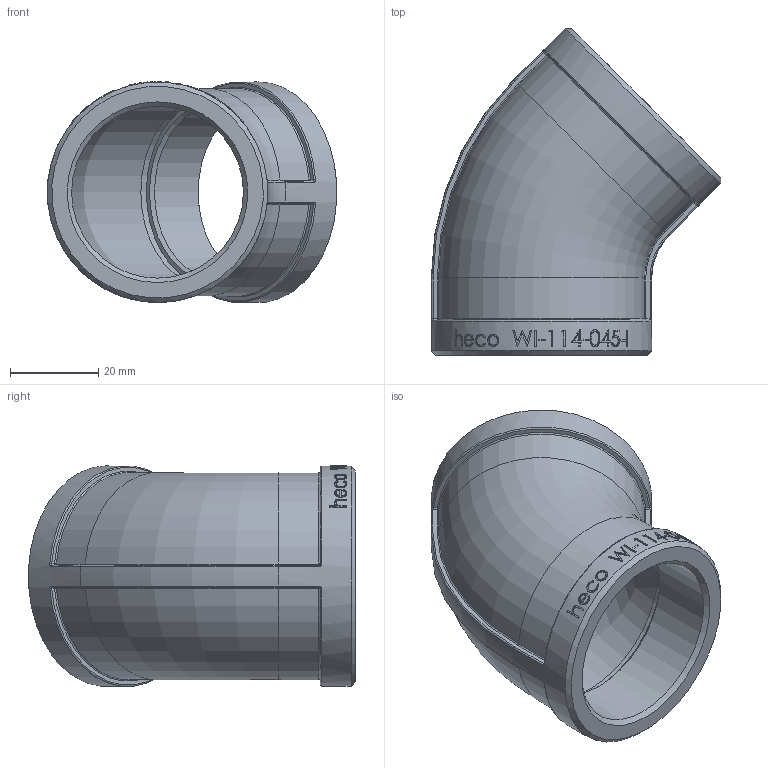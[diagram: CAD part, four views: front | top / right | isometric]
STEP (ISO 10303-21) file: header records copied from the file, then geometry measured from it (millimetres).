
FILE_DESCRIPTION (( 'STEP AP214' ), '1' );
FILE_NAME ('heco_WI-114-045-I.STEP', '2015-11-02T13:36:33', ( 'test' ), ( '' ), 'SwSTEP 2.0', 'SolidWorks 2011', '' );
FILE_SCHEMA (( 'AUTOMOTIVE_DESIGN' ));
Length unit declared in the file: millimetre
Products named in the file (1): heco_WI-114-045-I
Bounding box: 65.6 x 74.12 x 50.1 mm (x, y, z)
Volume: 31706.6 mm3; surface area: 20389 mm2
Topology: 1 solids, 1 shells, 254 faces, 623 edges, 394 vertices
Faces by surface type: plane 85, bspline 79, cylinder 55, torus 21, sphere 8, cone 6
Full cylindrical faces by diameter (mm): 38.952 x2, 42.6 x2, 50 x2
Entity records: 18908 total; most frequent: CARTESIAN_POINT 10780, ORIENTED_EDGE 1214, DIRECTION 871, EDGE_CURVE 607, VERTEX_POINT 390, AXIS2_PLACEMENT_3D 354, EDGE_LOOP 291, B_SPLINE_CURVE_WITH_KNOTS 266
